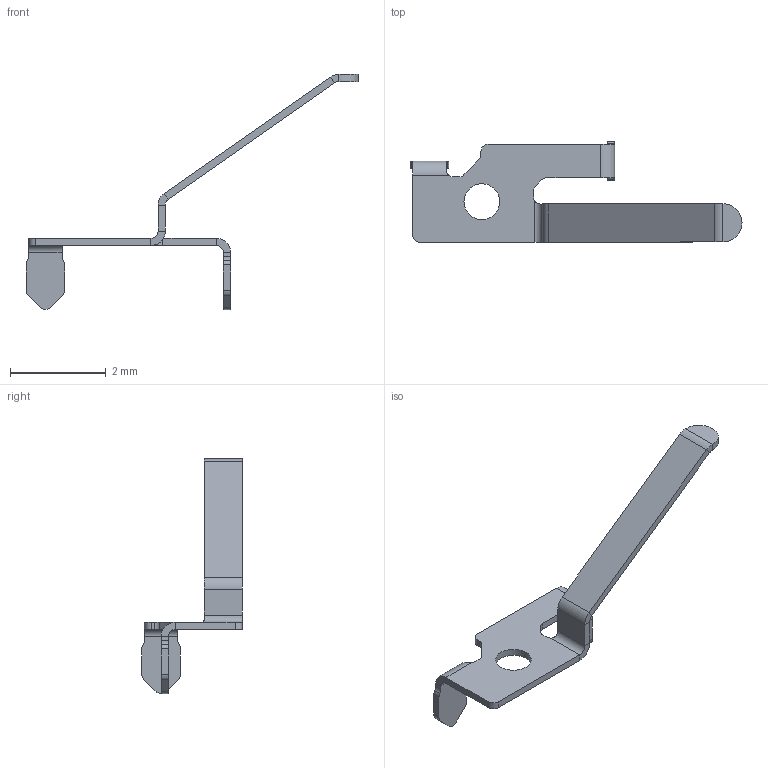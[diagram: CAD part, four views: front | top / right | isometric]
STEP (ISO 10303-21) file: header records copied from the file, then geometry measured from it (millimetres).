
FILE_DESCRIPTION(/* description */ (''),/* implementation_level */ '2;1');
FILE_NAME(/* name */ 'contact_adjusted_angle.step',/* time_stamp */ '2024-08-31T16:26:37-04:00',/* author */ (''),/* organization */ (''),/* preprocessor_version */ 'ST-DEVELOPER v20',/* originating_system */ 'Autodesk Translation Framework v13.14.0.145',/* authorisation */ '');
FILE_SCHEMA (('AUTOMOTIVE_DESIGN { 1 0 10303 214 3 1 1 }'));
Length unit declared in the file: millimetre
Products named in the file (1): constact
Bounding box: 6.95 x 2.1 x 4.92 mm (x, y, z)
Volume: 1.8 mm3; surface area: 28 mm2
Topology: 1 solids, 1 shells, 83 faces, 207 edges, 126 vertices
Faces by surface type: plane 49, cylinder 34
Full cylindrical faces by diameter (mm): 0.75 x1
Entity records: 2513 total; most frequent: CARTESIAN_POINT 453, DIRECTION 439, ORIENTED_EDGE 414, EDGE_CURVE 207, AXIS2_PLACEMENT_3D 152, LINE 135, VECTOR 135, VERTEX_POINT 126
